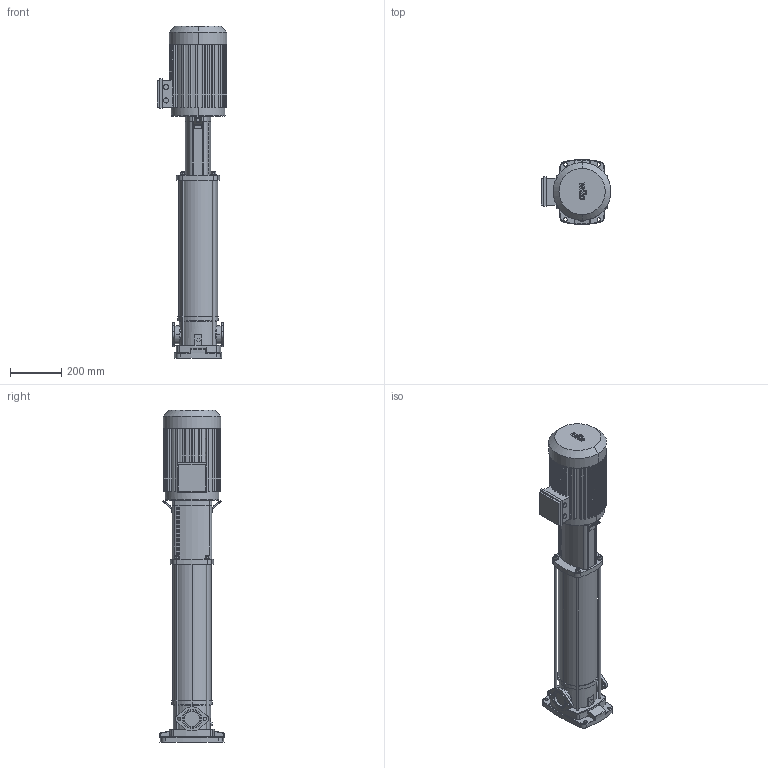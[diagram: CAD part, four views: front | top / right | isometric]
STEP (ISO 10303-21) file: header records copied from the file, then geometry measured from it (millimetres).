
FILE_DESCRIPTION((''),'2;1');
FILE_NAME('3d_HelixV1609-1_16_E_KS-4141176.stp','2016-08-24T08:51:08',(''),(''),'Mechanical Desktop 2009','Mechanical Desktop 2009',', , ');
FILE_SCHEMA(('CONFIG_CONTROL_DESIGN'));
Length unit declared in the file: millimetre
Products named in the file (1): Product
Bounding box: 272.5 x 252 x 1293.2 mm (x, y, z)
Volume: 28855626.5 mm3; surface area: 1447336.6 mm2
Topology: 19 solids, 19 shells, 727 faces, 1956 edges, 1291 vertices
Faces by surface type: plane 366, bspline 165, cylinder 160, torus 20, cone 12, sphere 4
Entity records: 24290 total; most frequent: CARTESIAN_POINT 5746, ORIENTED_EDGE 3912, DIRECTION 3701, EDGE_CURVE 1956, VERTEX_POINT 1291, AXIS2_PLACEMENT_3D 1248, VECTOR 1205, LINE 1205
